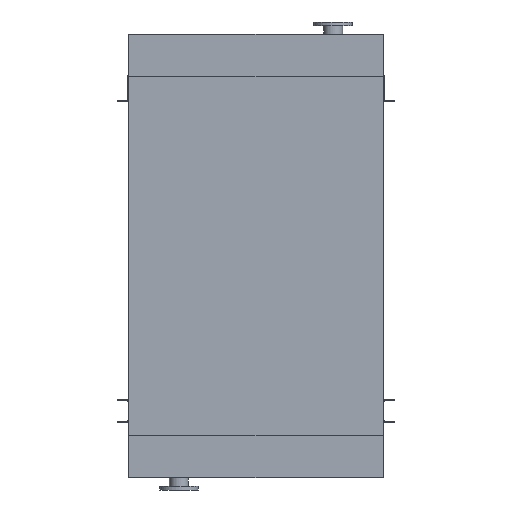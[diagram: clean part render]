
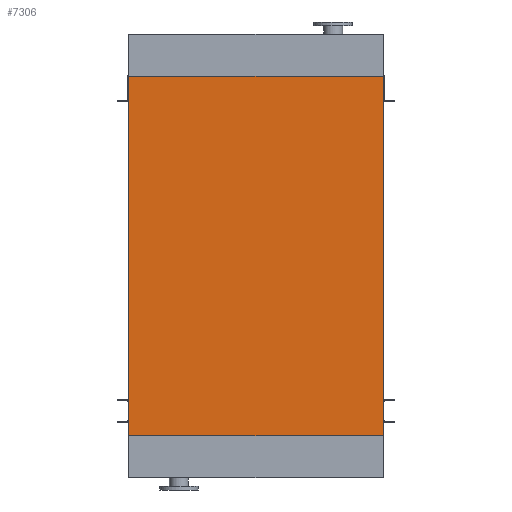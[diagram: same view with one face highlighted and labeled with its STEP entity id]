
A CAD part, front view. The second image highlights one B-rep face of the part: STEP entity #7306.
In plain terms, the highlighted planar face has unit normal (0, -1, 0).
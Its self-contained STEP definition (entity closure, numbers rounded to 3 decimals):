
#135 = DIRECTION ( 'NONE',  ( 0., 0., 1. ) ) ;
#575 = CARTESIAN_POINT ( 'NONE',  ( -725., 0., -2050. ) ) ;
#889 = VERTEX_POINT ( 'NONE', #4459 ) ;
#963 = LINE ( 'NONE', #6643, #8171 ) ;
#1679 = PLANE ( 'NONE',  #6550 ) ;
#2093 = CARTESIAN_POINT ( 'NONE',  ( 725., 0., 0. ) ) ;
#2723 = DIRECTION ( 'NONE',  ( 0., 0., 1. ) ) ;
#2737 = CARTESIAN_POINT ( 'NONE',  ( -725., 0., -2050. ) ) ;
#3258 = CARTESIAN_POINT ( 'NONE',  ( -725., 0., -2050. ) ) ;
#3838 = CARTESIAN_POINT ( 'NONE',  ( 725., 0., -2050. ) ) ;
#3879 = CARTESIAN_POINT ( 'NONE',  ( -725., 0., 0. ) ) ;
#4459 = CARTESIAN_POINT ( 'NONE',  ( 725., 0., -2050. ) ) ;
#4585 = EDGE_CURVE ( 'NONE', #14174, #7556, #963, .T. ) ;
#4722 = EDGE_LOOP ( 'NONE', ( #10987, #7442, #7948, #11561 ) ) ;
#5119 = DIRECTION ( 'NONE',  ( 0., -1., 0. ) ) ;
#5361 = LINE ( 'NONE', #3258, #11714 ) ;
#5569 = VECTOR ( 'NONE', #10680, 1000. ) ;
#6550 = AXIS2_PLACEMENT_3D ( 'NONE', #2737, #5119, #7295 ) ;
#6643 = CARTESIAN_POINT ( 'NONE',  ( -725., 0., -2050. ) ) ;
#7295 = DIRECTION ( 'NONE',  ( 0., 0., -1. ) ) ;
#7306 = ADVANCED_FACE ( 'NONE', ( #11922 ), #1679, .T. ) ;
#7442 = ORIENTED_EDGE ( 'NONE', *, *, #4585, .F. ) ;
#7556 = VERTEX_POINT ( 'NONE', #8158 ) ;
#7948 = ORIENTED_EDGE ( 'NONE', *, *, #11413, .T. ) ;
#8158 = CARTESIAN_POINT ( 'NONE',  ( -725., 0., 0. ) ) ;
#8171 = VECTOR ( 'NONE', #135, 1000. ) ;
#8442 = EDGE_CURVE ( 'NONE', #889, #9624, #9809, .T. ) ;
#9624 = VERTEX_POINT ( 'NONE', #2093 ) ;
#9809 = LINE ( 'NONE', #3838, #14474 ) ;
#10680 = DIRECTION ( 'NONE',  ( 1., 0., 0. ) ) ;
#10987 = ORIENTED_EDGE ( 'NONE', *, *, #13664, .F. ) ;
#11413 = EDGE_CURVE ( 'NONE', #14174, #889, #5361, .T. ) ;
#11561 = ORIENTED_EDGE ( 'NONE', *, *, #8442, .T. ) ;
#11714 = VECTOR ( 'NONE', #14486, 1000. ) ;
#11922 = FACE_OUTER_BOUND ( 'NONE', #4722, .T. ) ;
#13074 = LINE ( 'NONE', #3879, #5569 ) ;
#13664 = EDGE_CURVE ( 'NONE', #7556, #9624, #13074, .T. ) ;
#14174 = VERTEX_POINT ( 'NONE', #575 ) ;
#14474 = VECTOR ( 'NONE', #2723, 1000. ) ;
#14486 = DIRECTION ( 'NONE',  ( 1., 0., 0. ) ) ;
